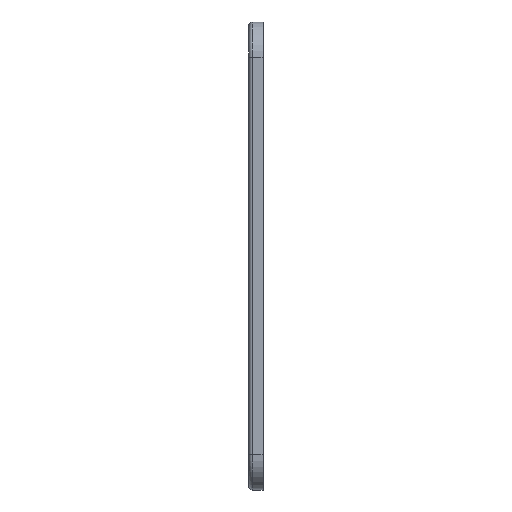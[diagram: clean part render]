
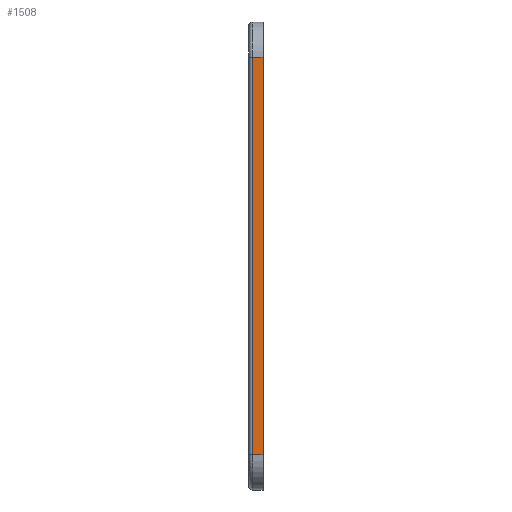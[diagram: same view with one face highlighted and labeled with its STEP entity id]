
A CAD part, left-side view. The second image highlights one B-rep face of the part: STEP entity #1508.
In plain terms, the highlighted planar face has unit normal (-1, 0, 0).
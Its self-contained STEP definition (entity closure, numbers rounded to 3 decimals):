
#242=FACE_OUTER_BOUND('',#348,.T.);
#348=EDGE_LOOP('',(#1385,#1386,#1387,#1388));
#381=LINE('',#2223,#515);
#430=LINE('',#2422,#564);
#431=LINE('',#2431,#565);
#436=LINE('',#2444,#570);
#515=VECTOR('',#1759,10.);
#564=VECTOR('',#1926,10.);
#565=VECTOR('',#1939,10.);
#570=VECTOR('',#1956,10.);
#645=VERTEX_POINT('',#2220);
#646=VERTEX_POINT('',#2222);
#737=VERTEX_POINT('',#2417);
#738=VERTEX_POINT('',#2425);
#793=EDGE_CURVE('',#645,#646,#381,.T.);
#894=EDGE_CURVE('',#737,#645,#430,.T.);
#898=EDGE_CURVE('',#646,#738,#431,.T.);
#905=EDGE_CURVE('',#738,#737,#436,.T.);
#1385=ORIENTED_EDGE('',*,*,#894,.F.);
#1386=ORIENTED_EDGE('',*,*,#905,.F.);
#1387=ORIENTED_EDGE('',*,*,#898,.F.);
#1388=ORIENTED_EDGE('',*,*,#793,.F.);
#1426=PLANE('',#1682);
#1508=ADVANCED_FACE('',(#242),#1426,.T.);
#1682=AXIS2_PLACEMENT_3D('',#2569,#2137,#2138);
#1759=DIRECTION('',(0.,0.,-1.));
#1926=DIRECTION('',(0.,-1.,0.));
#1939=DIRECTION('',(0.,1.,0.));
#1956=DIRECTION('',(0.,0.,1.));
#2137=DIRECTION('center_axis',(-1.,0.,0.));
#2138=DIRECTION('ref_axis',(0.,0.,1.));
#2220=CARTESIAN_POINT('',(-13.898,0.,23.612));
#2222=CARTESIAN_POINT('',(-13.898,0.,-32.388));
#2223=CARTESIAN_POINT('',(-13.898,0.,28.612));
#2417=CARTESIAN_POINT('',(-13.898,1.5,23.612));
#2422=CARTESIAN_POINT('',(-13.898,0.,23.612));
#2425=CARTESIAN_POINT('',(-13.898,1.5,-32.388));
#2431=CARTESIAN_POINT('',(-13.898,0.,-32.388));
#2444=CARTESIAN_POINT('',(-13.898,1.5,-20.888));
#2569=CARTESIAN_POINT('Origin',(-13.898,0.,-37.388));
